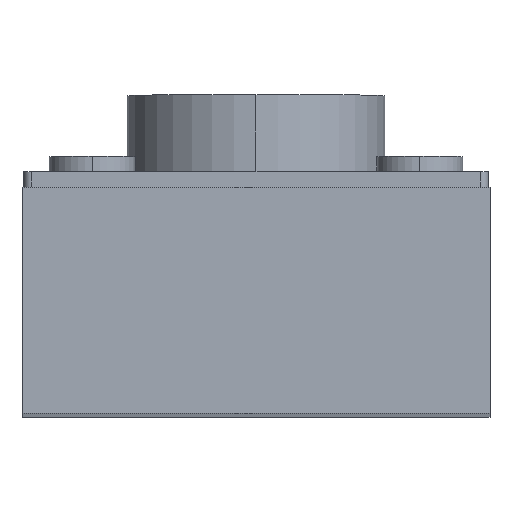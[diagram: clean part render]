
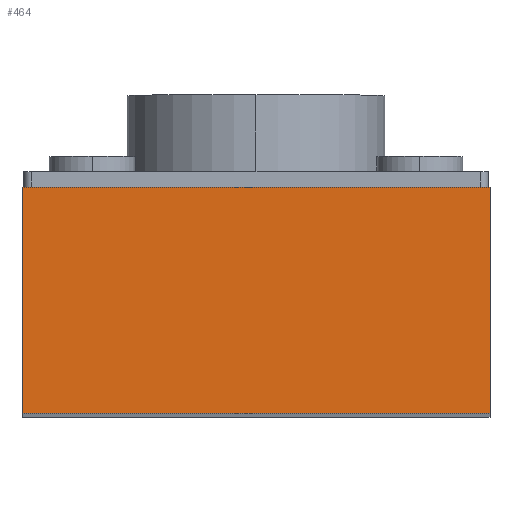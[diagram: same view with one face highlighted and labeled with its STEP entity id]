
A CAD part, left-side view. The second image highlights one B-rep face of the part: STEP entity #464.
In plain terms, the highlighted planar face has unit normal (-1, 0, 0.009).
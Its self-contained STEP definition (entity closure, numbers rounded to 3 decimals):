
#5 = ORIENTED_EDGE ( 'NONE', *, *, #710, .F. ) ;
#28 = LINE ( 'NONE', #688, #917 ) ;
#115 = EDGE_CURVE ( 'NONE', #1184, #920, #1004, .T. ) ;
#123 = VERTEX_POINT ( 'NONE', #881 ) ;
#139 = CARTESIAN_POINT ( 'NONE',  ( -5.993, 0., -1.074 ) ) ;
#216 = CARTESIAN_POINT ( 'NONE',  ( -5.993, -5.975, -1.074 ) ) ;
#329 = CARTESIAN_POINT ( 'NONE',  ( -5.967, 0.025, 1.826 ) ) ;
#387 = VECTOR ( 'NONE', #600, 1000. ) ;
#399 = EDGE_CURVE ( 'NONE', #123, #1266, #699, .T. ) ;
#425 = DIRECTION ( 'NONE',  ( 0., 1., 0. ) ) ;
#436 = VECTOR ( 'NONE', #977, 1000. ) ;
#464 = ADVANCED_FACE ( 'NONE', ( #1219 ), #618, .F. ) ;
#501 = ORIENTED_EDGE ( 'NONE', *, *, #1235, .T. ) ;
#522 = CARTESIAN_POINT ( 'NONE',  ( -5.993, 0., -1.074 ) ) ;
#526 = DIRECTION ( 'NONE',  ( 0., 1., 0. ) ) ;
#600 = DIRECTION ( 'NONE',  ( 0.009, 0., 1. ) ) ;
#618 = PLANE ( 'NONE',  #767 ) ;
#688 = CARTESIAN_POINT ( 'NONE',  ( -5.967, 0., 1.826 ) ) ;
#699 = LINE ( 'NONE', #1090, #436 ) ;
#710 = EDGE_CURVE ( 'NONE', #1184, #123, #717, .T. ) ;
#717 = LINE ( 'NONE', #139, #1216 ) ;
#749 = ORIENTED_EDGE ( 'NONE', *, *, #115, .T. ) ;
#753 = DIRECTION ( 'NONE',  ( 1., 0., -0.009 ) ) ;
#759 = CARTESIAN_POINT ( 'NONE',  ( -5.967, -5.975, 1.826 ) ) ;
#767 = AXIS2_PLACEMENT_3D ( 'NONE', #522, #753, #909 ) ;
#792 = CARTESIAN_POINT ( 'NONE',  ( -5.993, -5.975, -1.074 ) ) ;
#881 = CARTESIAN_POINT ( 'NONE',  ( -5.993, 0.025, -1.074 ) ) ;
#909 = DIRECTION ( 'NONE',  ( -0.009, 0., -1. ) ) ;
#917 = VECTOR ( 'NONE', #425, 1000. ) ;
#920 = VERTEX_POINT ( 'NONE', #759 ) ;
#977 = DIRECTION ( 'NONE',  ( 0.009, 0., 1. ) ) ;
#994 = ORIENTED_EDGE ( 'NONE', *, *, #399, .F. ) ;
#1004 = LINE ( 'NONE', #792, #387 ) ;
#1087 = EDGE_LOOP ( 'NONE', ( #501, #994, #5, #749 ) ) ;
#1090 = CARTESIAN_POINT ( 'NONE',  ( -5.993, 0.025, -1.074 ) ) ;
#1184 = VERTEX_POINT ( 'NONE', #216 ) ;
#1216 = VECTOR ( 'NONE', #526, 1000. ) ;
#1219 = FACE_OUTER_BOUND ( 'NONE', #1087, .T. ) ;
#1235 = EDGE_CURVE ( 'NONE', #920, #1266, #28, .T. ) ;
#1266 = VERTEX_POINT ( 'NONE', #329 ) ;
